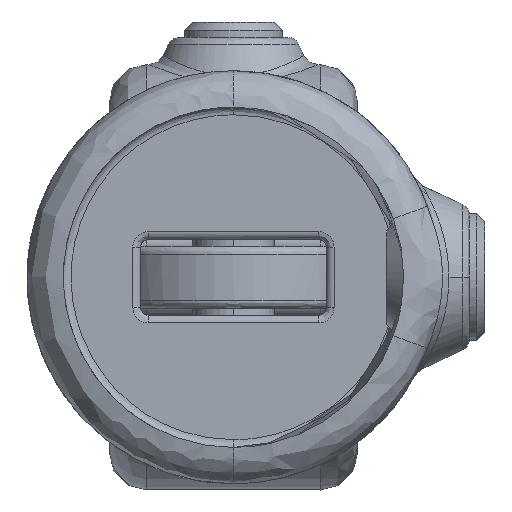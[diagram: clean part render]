
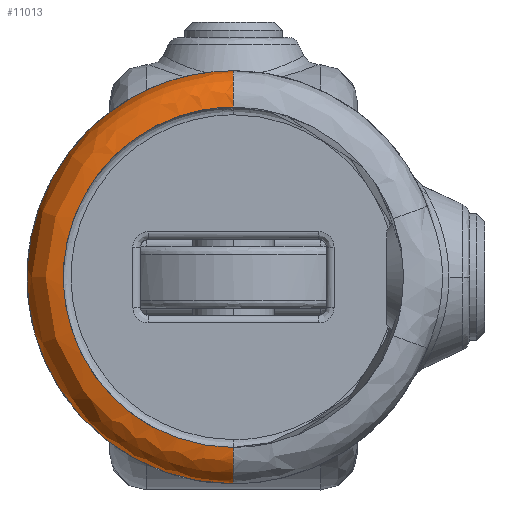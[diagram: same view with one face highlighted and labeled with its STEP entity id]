
A CAD part, left-side view. The second image highlights one B-rep face of the part: STEP entity #11013.
In plain terms, the highlighted free-form (B-spline) face has degree [3, 3] with [4, 4] control points.
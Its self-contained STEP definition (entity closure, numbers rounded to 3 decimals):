
#87 = CARTESIAN_POINT ( 'NONE',  ( -22., 0., 0. ) ) ;
#616 =( BOUNDED_SURFACE ( )  B_SPLINE_SURFACE ( 3, 3, ( 
 ( #3609, #5297, #4024, #18136 ),
 ( #1935, #10179, #16355, #3714 ),
 ( #11869, #10288, #16254, #663 ),
 ( #11661, #18234, #15100, #7054 ) ),
 .UNSPECIFIED., .F., .F., .F. ) 
 B_SPLINE_SURFACE_WITH_KNOTS ( ( 4, 4 ),
 ( 4, 4 ),
 ( 0., 1. ),
 ( 0., 1. ),
 .UNSPECIFIED. ) 
 GEOMETRIC_REPRESENTATION_ITEM ( )  RATIONAL_B_SPLINE_SURFACE ( (
 ( 1., 0.333, 0.333, 1.),
 ( 0.758, 0.253, 0.253, 0.758),
 ( 0.758, 0.253, 0.253, 0.758),
 ( 1., 0.333, 0.333, 1.) ) ) 
 REPRESENTATION_ITEM ( '' )  SURFACE ( )  );
#663 = CARTESIAN_POINT ( 'NONE',  ( -26.998, 0., 2.02 ) ) ;
#1239 = CARTESIAN_POINT ( 'NONE',  ( -26.7, 0., 4.75 ) ) ;
#1348 = CARTESIAN_POINT ( 'NONE',  ( -26.7, 0., 4.75 ) ) ;
#1935 = CARTESIAN_POINT ( 'NONE',  ( 24.733, 0., -0.269 ) ) ;
#2296 =( BOUNDED_CURVE ( )  B_SPLINE_CURVE ( 3, ( #4163, #20231, #5638, #16706 ),
 .UNSPECIFIED., .F., .F. ) 
 B_SPLINE_CURVE_WITH_KNOTS ( ( 4, 4 ),
 ( 0., 1.56 ),
 .UNSPECIFIED. ) 
 CURVE ( )  GEOMETRIC_REPRESENTATION_ITEM ( )  RATIONAL_B_SPLINE_CURVE ( ( 0.957, 0.772, 0.772, 0.957 ) ) 
 REPRESENTATION_ITEM ( '' )  );
#2550 = CARTESIAN_POINT ( 'NONE',  ( -12.887, 22., 0. ) ) ;
#2824 = CARTESIAN_POINT ( 'NONE',  ( -26.7, 53.4, 4.75 ) ) ;
#3550 = VERTEX_POINT ( 'NONE', #19917 ) ;
#3609 = CARTESIAN_POINT ( 'NONE',  ( 21.526, 0., 0.019 ) ) ;
#3714 = CARTESIAN_POINT ( 'NONE',  ( -24.733, 0., -0.269 ) ) ;
#4024 = CARTESIAN_POINT ( 'NONE',  ( -21.526, 43.051, 0.019 ) ) ;
#4163 = CARTESIAN_POINT ( 'NONE',  ( 26.7, 0., 4.75 ) ) ;
#4182 = EDGE_LOOP ( 'NONE', ( #20549, #12835, #15786, #9566 ) ) ;
#4600 = CARTESIAN_POINT ( 'NONE',  ( -24.759, 0., 0.029 ) ) ;
#4809 = CARTESIAN_POINT ( 'NONE',  ( -26.7, 0., 1.99 ) ) ;
#5116 =( BOUNDED_CURVE ( )  B_SPLINE_CURVE ( 3, ( #87, #4600, #4809, #1239 ),
 .UNSPECIFIED., .F., .F. ) 
 B_SPLINE_CURVE_WITH_KNOTS ( ( 4, 4 ),
 ( 0., 1.56 ),
 .UNSPECIFIED. ) 
 CURVE ( )  GEOMETRIC_REPRESENTATION_ITEM ( )  RATIONAL_B_SPLINE_CURVE ( ( 0.957, 0.772, 0.772, 0.957 ) ) 
 REPRESENTATION_ITEM ( '' )  );
#5297 = CARTESIAN_POINT ( 'NONE',  ( 21.526, 43.051, 0.019 ) ) ;
#5638 = CARTESIAN_POINT ( 'NONE',  ( 24.759, 0., 0.029 ) ) ;
#7054 = CARTESIAN_POINT ( 'NONE',  ( -26.676, 0., 5.224 ) ) ;
#7157 = FACE_OUTER_BOUND ( 'NONE', #4182, .T. ) ;
#7392 =( BOUNDED_CURVE ( )  B_SPLINE_CURVE ( 3, ( #15508, #15414, #7566, #12167, #2550, #20092, #17079 ),
 .UNSPECIFIED., .F., .F. ) 
 B_SPLINE_CURVE_WITH_KNOTS ( ( 4, 3, 4 ),
 ( -3.142, -1.571, 0. ),
 .UNSPECIFIED. ) 
 CURVE ( )  GEOMETRIC_REPRESENTATION_ITEM ( )  RATIONAL_B_SPLINE_CURVE ( ( 1., 0.805, 0.805, 1., 0.805, 0.805, 1. ) ) 
 REPRESENTATION_ITEM ( '' )  );
#7566 = CARTESIAN_POINT ( 'NONE',  ( 12.887, 22., 0. ) ) ;
#9400 = CARTESIAN_POINT ( 'NONE',  ( 26.7, 53.4, 4.75 ) ) ;
#9474 = EDGE_CURVE ( 'NONE', #11841, #3550, #19291, .T. ) ;
#9566 = ORIENTED_EDGE ( 'NONE', *, *, #14374, .T. ) ;
#10179 = CARTESIAN_POINT ( 'NONE',  ( 24.733, 49.466, -0.269 ) ) ;
#10288 = CARTESIAN_POINT ( 'NONE',  ( 26.998, 53.995, 2.02 ) ) ;
#10973 = CARTESIAN_POINT ( 'NONE',  ( 26.7, 0., 4.75 ) ) ;
#11013 = ADVANCED_FACE ( 'NONE', ( #7157 ), #616, .F. ) ;
#11661 = CARTESIAN_POINT ( 'NONE',  ( 26.676, 0., 5.224 ) ) ;
#11841 = VERTEX_POINT ( 'NONE', #18745 ) ;
#11869 = CARTESIAN_POINT ( 'NONE',  ( 26.998, 0., 2.02 ) ) ;
#12107 = CARTESIAN_POINT ( 'NONE',  ( -22., 0., 0. ) ) ;
#12167 = CARTESIAN_POINT ( 'NONE',  ( 0., 22., 0. ) ) ;
#12835 = ORIENTED_EDGE ( 'NONE', *, *, #14224, .T. ) ;
#14224 = EDGE_CURVE ( 'NONE', #14390, #3550, #5116, .T. ) ;
#14374 = EDGE_CURVE ( 'NONE', #11841, #16960, #2296, .T. ) ;
#14390 = VERTEX_POINT ( 'NONE', #12107 ) ;
#14891 = CARTESIAN_POINT ( 'NONE',  ( 22., 0., 0. ) ) ;
#15100 = CARTESIAN_POINT ( 'NONE',  ( -26.676, 53.353, 5.224 ) ) ;
#15414 = CARTESIAN_POINT ( 'NONE',  ( 22., 12.887, 0. ) ) ;
#15508 = CARTESIAN_POINT ( 'NONE',  ( 22., 0., 0. ) ) ;
#15786 = ORIENTED_EDGE ( 'NONE', *, *, #9474, .F. ) ;
#16254 = CARTESIAN_POINT ( 'NONE',  ( -26.998, 53.995, 2.02 ) ) ;
#16355 = CARTESIAN_POINT ( 'NONE',  ( -24.733, 49.466, -0.269 ) ) ;
#16706 = CARTESIAN_POINT ( 'NONE',  ( 22., 0., 0. ) ) ;
#16960 = VERTEX_POINT ( 'NONE', #14891 ) ;
#17059 = EDGE_CURVE ( 'NONE', #16960, #14390, #7392, .T. ) ;
#17079 = CARTESIAN_POINT ( 'NONE',  ( -22., 0., 0. ) ) ;
#18136 = CARTESIAN_POINT ( 'NONE',  ( -21.526, 0., 0.019 ) ) ;
#18234 = CARTESIAN_POINT ( 'NONE',  ( 26.676, 53.353, 5.224 ) ) ;
#18745 = CARTESIAN_POINT ( 'NONE',  ( 26.7, 0., 4.75 ) ) ;
#19291 =( BOUNDED_CURVE ( )  B_SPLINE_CURVE ( 3, ( #10973, #9400, #2824, #1348 ),
 .UNSPECIFIED., .F., .F. ) 
 B_SPLINE_CURVE_WITH_KNOTS ( ( 4, 4 ),
 ( 0., 3.142 ),
 .UNSPECIFIED. ) 
 CURVE ( )  GEOMETRIC_REPRESENTATION_ITEM ( )  RATIONAL_B_SPLINE_CURVE ( ( 0.957, 0.319, 0.319, 0.957 ) ) 
 REPRESENTATION_ITEM ( '' )  );
#19917 = CARTESIAN_POINT ( 'NONE',  ( -26.7, 0., 4.75 ) ) ;
#20092 = CARTESIAN_POINT ( 'NONE',  ( -22., 12.887, 0. ) ) ;
#20231 = CARTESIAN_POINT ( 'NONE',  ( 26.7, 0., 1.99 ) ) ;
#20549 = ORIENTED_EDGE ( 'NONE', *, *, #17059, .T. ) ;
